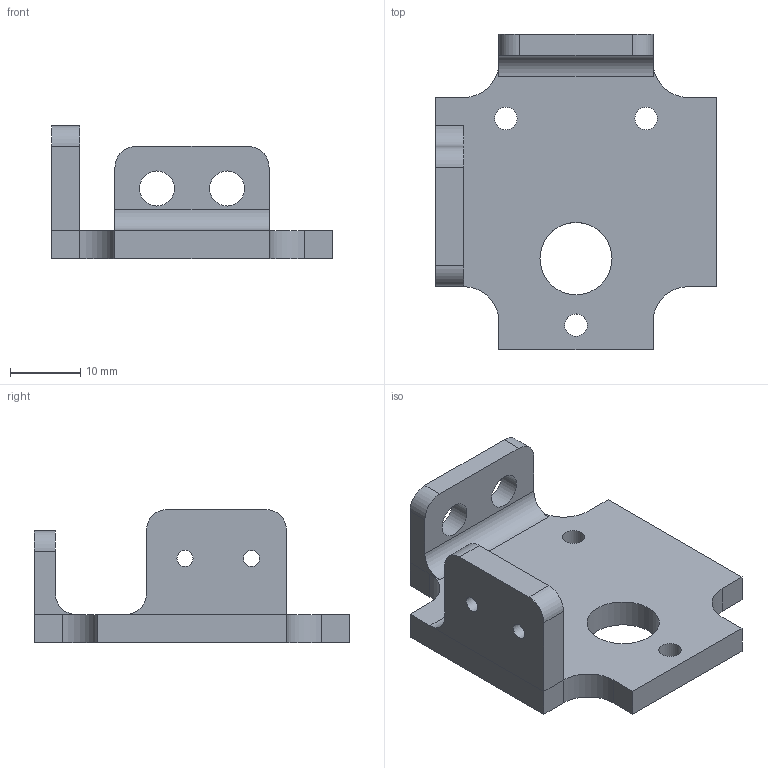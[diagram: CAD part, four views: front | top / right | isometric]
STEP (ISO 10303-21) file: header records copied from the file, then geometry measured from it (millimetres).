
FILE_DESCRIPTION(('FreeCAD Model'),'2;1');
FILE_NAME('Open CASCADE Shape Model','2025-10-26T16:38:52',(''),(''), 'Open CASCADE STEP processor 7.7','FreeCAD','Unknown');
FILE_SCHEMA(('AUTOMOTIVE_DESIGN { 1 0 10303 214 1 1 1 1 }'));
Length unit declared in the file: millimetre
Products named in the file (1): SlidingBodyBottom
Bounding box: 40 x 45 x 19 mm (x, y, z)
Volume: 7424.2 mm3; surface area: 4993.4 mm2
Topology: 1 solids, 1 shells, 42 faces, 116 edges, 76 vertices
Faces by surface type: plane 24, cylinder 18
Full cylindrical faces by diameter (mm): 2.3 x2, 3.2 x3, 5 x2, 10.3 x1
Entity records: 1398 total; most frequent: DIRECTION 238, CARTESIAN_POINT 235, ORIENTED_EDGE 232, EDGE_CURVE 116, LINE 80, VECTOR 80, AXIS2_PLACEMENT_3D 79, VERTEX_POINT 76
